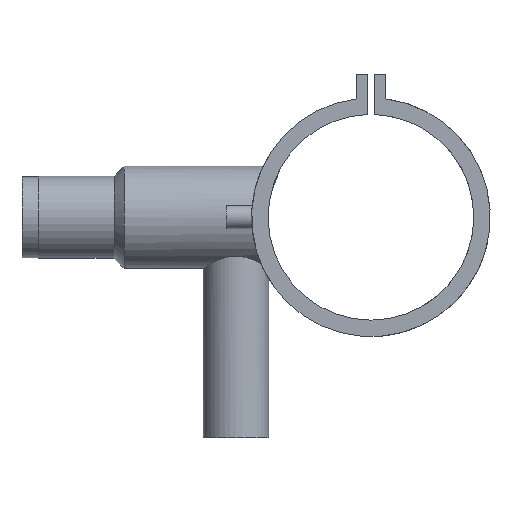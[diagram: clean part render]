
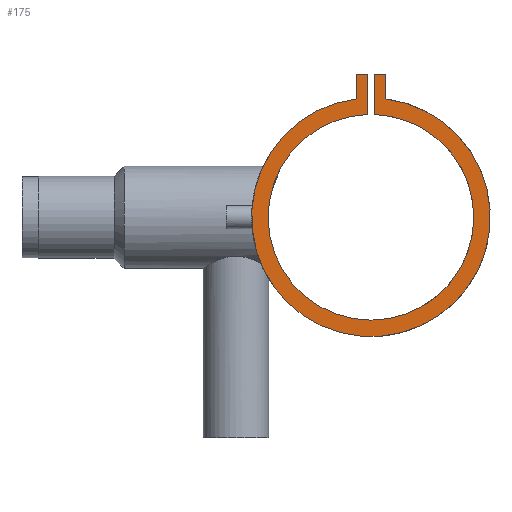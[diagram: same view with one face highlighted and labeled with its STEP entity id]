
A CAD part, left-side view. The second image highlights one B-rep face of the part: STEP entity #175.
In plain terms, the highlighted planar face has unit normal (-1, 0, 0).
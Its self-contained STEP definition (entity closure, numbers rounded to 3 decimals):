
#16 = CIRCLE ( 'NONE', #195, 72.5 ) ;
#103 = ORIENTED_EDGE ( 'NONE', *, *, #298, .F. ) ;
#174 = FACE_OUTER_BOUND ( 'NONE', #1593, .T. ) ;
#175 = ADVANCED_FACE ( 'NONE', ( #174 ), #998, .F. ) ;
#195 = AXIS2_PLACEMENT_3D ( 'NONE', #788, #1570, #2344 ) ;
#205 = VECTOR ( 'NONE', #2369, 1000. ) ;
#228 = LINE ( 'NONE', #1045, #343 ) ;
#298 = EDGE_CURVE ( 'NONE', #404, #1555, #16, .T. ) ;
#323 = CARTESIAN_POINT ( 'NONE',  ( -69., 2., 86.939 ) ) ;
#343 = VECTOR ( 'NONE', #1821, 1000. ) ;
#389 = EDGE_CURVE ( 'NONE', #2358, #2297, #558, .T. ) ;
#403 = AXIS2_PLACEMENT_3D ( 'NONE', #1773, #2540, #803 ) ;
#404 = VERTEX_POINT ( 'NONE', #2182 ) ;
#426 = DIRECTION ( 'NONE',  ( 0., 0., 1. ) ) ;
#443 = EDGE_CURVE ( 'NONE', #1555, #1577, #1426, .T. ) ;
#490 = CARTESIAN_POINT ( 'NONE',  ( -69., 9., 86.939 ) ) ;
#504 = CARTESIAN_POINT ( 'NONE',  ( -69., 9., 86.939 ) ) ;
#558 = CIRCLE ( 'NONE', #1988, 62.5 ) ;
#597 = VECTOR ( 'NONE', #2186, 1000. ) ;
#618 = LINE ( 'NONE', #1417, #597 ) ;
#785 = EDGE_CURVE ( 'NONE', #2164, #2358, #228, .T. ) ;
#788 = CARTESIAN_POINT ( 'NONE',  ( -69., 0., 0. ) ) ;
#803 = DIRECTION ( 'NONE',  ( 0., 0., -1. ) ) ;
#814 = LINE ( 'NONE', #1598, #205 ) ;
#820 = DIRECTION ( 'NONE',  ( -1., 0., 0. ) ) ;
#916 = EDGE_CURVE ( 'NONE', #1856, #1917, #814, .T. ) ;
#921 = LINE ( 'NONE', #1698, #2548 ) ;
#998 = PLANE ( 'NONE',  #403 ) ;
#1029 = CARTESIAN_POINT ( 'NONE',  ( -69., 2., 62.468 ) ) ;
#1045 = CARTESIAN_POINT ( 'NONE',  ( -69., 2., 86.939 ) ) ;
#1296 = CARTESIAN_POINT ( 'NONE',  ( -69., -2., 86.939 ) ) ;
#1308 = DIRECTION ( 'NONE',  ( 0., -1., 0. ) ) ;
#1332 = EDGE_CURVE ( 'NONE', #1917, #404, #618, .T. ) ;
#1417 = CARTESIAN_POINT ( 'NONE',  ( -69., -9., 86.939 ) ) ;
#1426 = LINE ( 'NONE', #2197, #1880 ) ;
#1542 = ORIENTED_EDGE ( 'NONE', *, *, #389, .F. ) ;
#1555 = VERTEX_POINT ( 'NONE', #1674 ) ;
#1570 = DIRECTION ( 'NONE',  ( 1., 0., 0. ) ) ;
#1577 = VERTEX_POINT ( 'NONE', #490 ) ;
#1593 = EDGE_LOOP ( 'NONE', ( #103, #1792, #1970, #2439, #1542, #1632, #1636, #2055 ) ) ;
#1598 = CARTESIAN_POINT ( 'NONE',  ( -69., -2., 86.939 ) ) ;
#1602 = DIRECTION ( 'NONE',  ( 0., 0., -1. ) ) ;
#1632 = ORIENTED_EDGE ( 'NONE', *, *, #785, .F. ) ;
#1636 = ORIENTED_EDGE ( 'NONE', *, *, #1913, .F. ) ;
#1674 = CARTESIAN_POINT ( 'NONE',  ( -69., 9., 71.939 ) ) ;
#1698 = CARTESIAN_POINT ( 'NONE',  ( -69., -2., 86.939 ) ) ;
#1773 = CARTESIAN_POINT ( 'NONE',  ( -69., 0., 0. ) ) ;
#1792 = ORIENTED_EDGE ( 'NONE', *, *, #1332, .F. ) ;
#1821 = DIRECTION ( 'NONE',  ( 0., 0., -1. ) ) ;
#1856 = VERTEX_POINT ( 'NONE', #1296 ) ;
#1880 = VECTOR ( 'NONE', #426, 1000. ) ;
#1913 = EDGE_CURVE ( 'NONE', #1577, #2164, #2272, .T. ) ;
#1917 = VERTEX_POINT ( 'NONE', #2079 ) ;
#1970 = ORIENTED_EDGE ( 'NONE', *, *, #916, .F. ) ;
#1988 = AXIS2_PLACEMENT_3D ( 'NONE', #2558, #820, #1602 ) ;
#2055 = ORIENTED_EDGE ( 'NONE', *, *, #443, .F. ) ;
#2079 = CARTESIAN_POINT ( 'NONE',  ( -69., -9., 86.939 ) ) ;
#2163 = VECTOR ( 'NONE', #1308, 1000. ) ;
#2164 = VERTEX_POINT ( 'NONE', #323 ) ;
#2182 = CARTESIAN_POINT ( 'NONE',  ( -69., -9., 71.939 ) ) ;
#2186 = DIRECTION ( 'NONE',  ( 0., 0., -1. ) ) ;
#2197 = CARTESIAN_POINT ( 'NONE',  ( -69., 9., 86.939 ) ) ;
#2272 = LINE ( 'NONE', #504, #2163 ) ;
#2297 = VERTEX_POINT ( 'NONE', #2298 ) ;
#2298 = CARTESIAN_POINT ( 'NONE',  ( -69., -2., 62.468 ) ) ;
#2344 = DIRECTION ( 'NONE',  ( 0., 0., -1. ) ) ;
#2358 = VERTEX_POINT ( 'NONE', #1029 ) ;
#2369 = DIRECTION ( 'NONE',  ( 0., -1., 0. ) ) ;
#2439 = ORIENTED_EDGE ( 'NONE', *, *, #2543, .F. ) ;
#2469 = DIRECTION ( 'NONE',  ( 0., 0., 1. ) ) ;
#2540 = DIRECTION ( 'NONE',  ( 1., 0., 0. ) ) ;
#2543 = EDGE_CURVE ( 'NONE', #2297, #1856, #921, .T. ) ;
#2548 = VECTOR ( 'NONE', #2469, 1000. ) ;
#2558 = CARTESIAN_POINT ( 'NONE',  ( -69., 0., 0. ) ) ;
